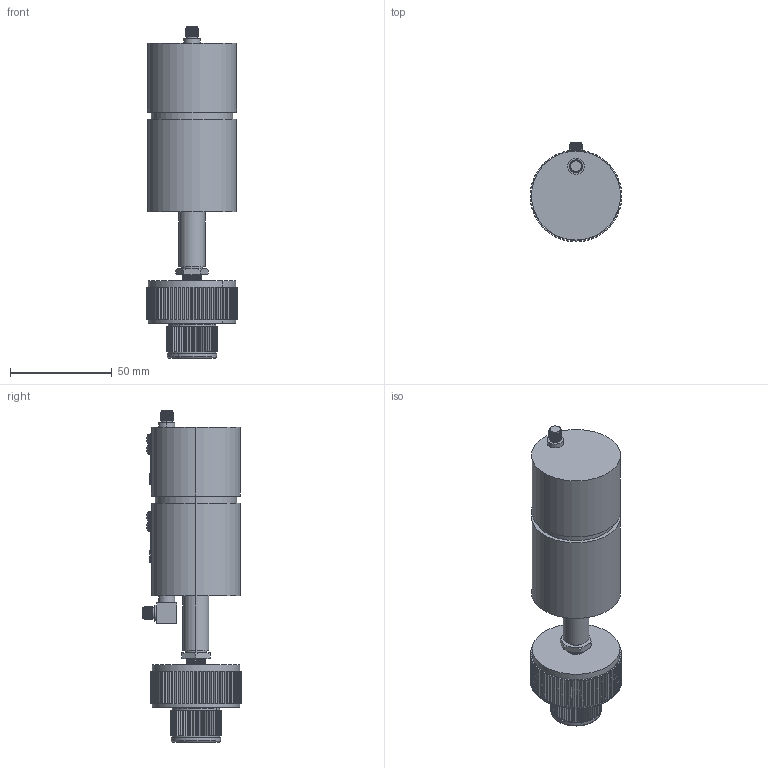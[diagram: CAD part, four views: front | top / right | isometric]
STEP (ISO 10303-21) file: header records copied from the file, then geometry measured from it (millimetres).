
FILE_DESCRIPTION (( 'STEP AP214' ), '1' );
FILE_NAME ('FMAT7443-69_3D.step', '2023-10-04T22:45:46', ( '' ), ( '' ), 'SwSTEP 2.0', 'SolidWorks 2022', '' );
FILE_SCHEMA (( 'AUTOMOTIVE_DESIGN' ));
Length unit declared in the file: inch
Products named in the file (9): RSA_SMAF_S_MA1; RSA_KNOB-1_MA1; RSA_SMAF_RA_MA1; RSA_BODY_1_MA1.SLDPRT; RSA_KNOB_MA1; FMAT7443-69_3D; RSA_NUT_MA1; RSA_4-40 PAN HD SCREW; RSA_BODY_1_MA1
Assembly tree (11 placements, depth 3):
  FMAT7443-69_3D
    RSA_BODY_1_MA1.SLDPRT
      RSA_BODY_1_MA1
      RSA_4-40 PAN HD SCREW  x4
    RSA_NUT_MA1
    RSA_KNOB_MA1
    RSA_SMAF_RA_MA1
    RSA_SMAF_S_MA1
    RSA_KNOB-1_MA1
Bounding box: 45 x 48.92 x 163.31 mm (x, y, z)
Volume: 169609.2 mm3; surface area: 30269.6 mm2
Topology: 12 solids, 12 shells, 1554 faces, 3848 edges, 2381 vertices
Faces by surface type: plane 786, cylinder 475, bspline 213, cone 54, torus 18, sphere 8
Entity records: 60547 total; most frequent: CARTESIAN_POINT 26327, ORIENTED_EDGE 6124, DIRECTION 5184, EDGE_CURVE 3062, VERTEX_POINT 1862, AXIS2_PLACEMENT_3D 1756, VECTOR 1672, LINE 1672
